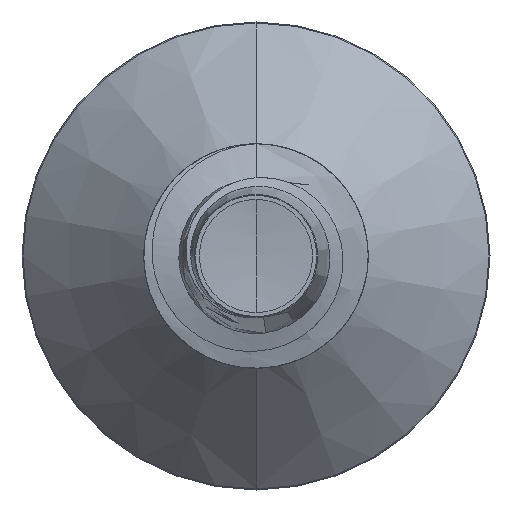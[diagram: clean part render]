
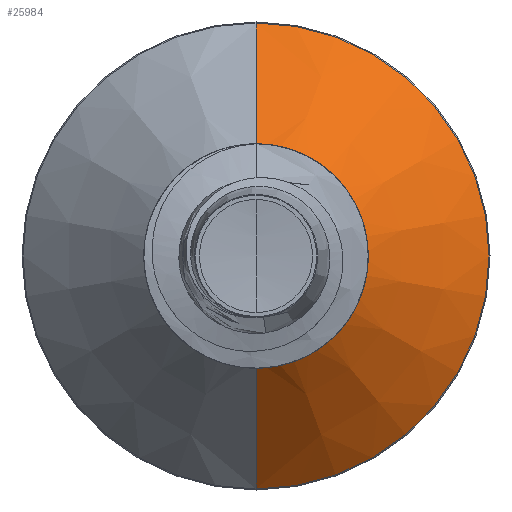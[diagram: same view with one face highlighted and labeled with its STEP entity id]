
A CAD part, front view. The second image highlights one B-rep face of the part: STEP entity #25984.
In plain terms, the highlighted conical face has half-angle 45 degrees and reference radius 1.633 mm.
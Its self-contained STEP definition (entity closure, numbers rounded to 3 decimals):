
#327 = CARTESIAN_POINT ( 'NONE',  ( 0., 19.335, -3.635 ) ) ;
#789 = AXIS2_PLACEMENT_3D ( 'NONE', #11601, #24221, #13934 ) ;
#2643 = CARTESIAN_POINT ( 'NONE',  ( 0., 19.335, 3.635 ) ) ;
#3560 = DIRECTION ( 'NONE',  ( 0., 0., 1. ) ) ;
#3577 = DIRECTION ( 'NONE',  ( 0., 1., 0. ) ) ;
#3608 = CARTESIAN_POINT ( 'NONE',  ( 0., 17.332, 0. ) ) ;
#4067 = DIRECTION ( 'NONE',  ( 0., 0.707, 0.707 ) ) ;
#4619 = VERTEX_POINT ( 'NONE', #21996 ) ;
#6013 = AXIS2_PLACEMENT_3D ( 'NONE', #3608, #3577, #3560 ) ;
#7455 = AXIS2_PLACEMENT_3D ( 'NONE', #12568, #12530, #12491 ) ;
#8649 = VECTOR ( 'NONE', #4067, 1000. ) ;
#9935 = VERTEX_POINT ( 'NONE', #327 ) ;
#10504 = CARTESIAN_POINT ( 'NONE',  ( 0., 17.332, 1.632 ) ) ;
#10801 = EDGE_LOOP ( 'NONE', ( #21572, #12078, #24589, #11669 ) ) ;
#11601 = CARTESIAN_POINT ( 'NONE',  ( 0., 17.332, 0. ) ) ;
#11669 = ORIENTED_EDGE ( 'NONE', *, *, #26161, .F. ) ;
#12078 = ORIENTED_EDGE ( 'NONE', *, *, #26268, .T. ) ;
#12491 = DIRECTION ( 'NONE',  ( 0., 0., 1. ) ) ;
#12530 = DIRECTION ( 'NONE',  ( 0., 1., 0. ) ) ;
#12568 = CARTESIAN_POINT ( 'NONE',  ( 0., 19.335, 0. ) ) ;
#13592 = VECTOR ( 'NONE', #23451, 1000. ) ;
#13923 = CIRCLE ( 'NONE', #7455, 3.635 ) ;
#13934 = DIRECTION ( 'NONE',  ( 0., 0., 1. ) ) ;
#14038 = CIRCLE ( 'NONE', #6013, 1.632 ) ;
#15599 = VERTEX_POINT ( 'NONE', #10504 ) ;
#16359 = CONICAL_SURFACE ( 'NONE', #789, 1.632, 0.785 ) ;
#19753 = VERTEX_POINT ( 'NONE', #2643 ) ;
#21572 = ORIENTED_EDGE ( 'NONE', *, *, #23251, .T. ) ;
#21624 = FACE_OUTER_BOUND ( 'NONE', #10801, .T. ) ;
#21888 = CARTESIAN_POINT ( 'NONE',  ( 0., 17.332, 1.632 ) ) ;
#21996 = CARTESIAN_POINT ( 'NONE',  ( 0., 17.332, -1.632 ) ) ;
#22080 = CARTESIAN_POINT ( 'NONE',  ( 0., 17.332, -1.632 ) ) ;
#22940 = EDGE_CURVE ( 'NONE', #19753, #9935, #13923, .T. ) ;
#23243 = LINE ( 'NONE', #22080, #13592 ) ;
#23251 = EDGE_CURVE ( 'NONE', #15599, #4619, #14038, .T. ) ;
#23451 = DIRECTION ( 'NONE',  ( 0., 0.707, -0.707 ) ) ;
#24036 = LINE ( 'NONE', #21888, #8649 ) ;
#24221 = DIRECTION ( 'NONE',  ( 0., 1., 0. ) ) ;
#24589 = ORIENTED_EDGE ( 'NONE', *, *, #22940, .F. ) ;
#25984 = ADVANCED_FACE ( 'NONE', ( #21624 ), #16359, .T. ) ;
#26161 = EDGE_CURVE ( 'NONE', #15599, #19753, #24036, .T. ) ;
#26268 = EDGE_CURVE ( 'NONE', #4619, #9935, #23243, .T. ) ;
